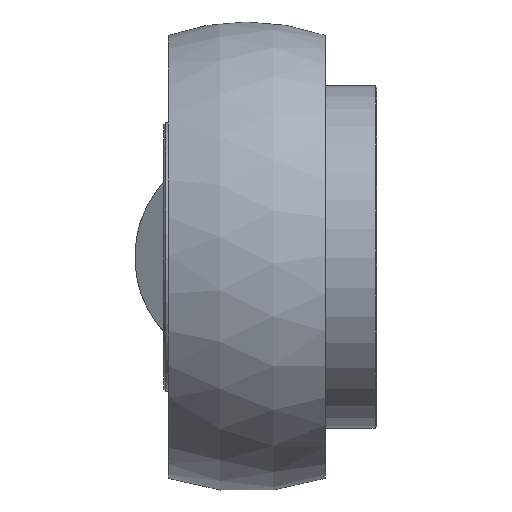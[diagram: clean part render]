
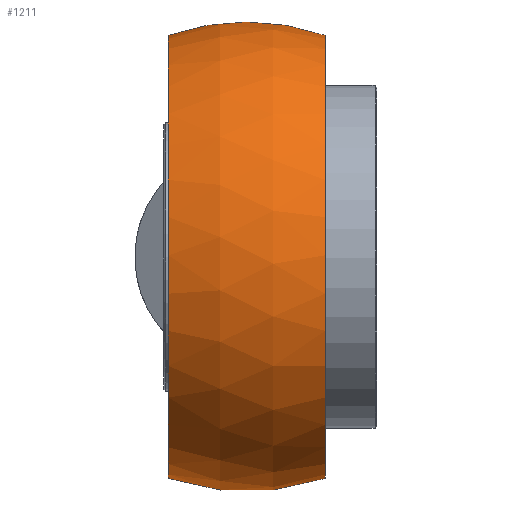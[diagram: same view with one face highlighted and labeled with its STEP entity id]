
A CAD part, front view. The second image highlights one B-rep face of the part: STEP entity #1211.
In plain terms, the highlighted spherical face has radius 63 mm.
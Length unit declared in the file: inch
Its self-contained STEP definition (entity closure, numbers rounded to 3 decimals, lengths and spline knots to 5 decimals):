
#149=CARTESIAN_POINT('',(-2.33846,0.,0.82677));
#150=VERTEX_POINT('',#149);
#158=CARTESIAN_POINT('',(0.84348,2.18105,0.82677));
#159=VERTEX_POINT('',#158);
#160=CARTESIAN_POINT('',(0.,0.,0.82677));
#161=DIRECTION('',(0.,0.,1.));
#162=DIRECTION('',(0.,1.,-0.));
#163=AXIS2_PLACEMENT_3D('',#160,#161,#162);
#164=CIRCLE('',#163,2.33846);
#165=EDGE_CURVE('',#150,#159,#164,.T.);
#852=CARTESIAN_POINT('',(2.44887,0.3937,-0.));
#853=VERTEX_POINT('',#852);
#969=CARTESIAN_POINT('',(2.44602,0.3937,0.11811));
#970=VERTEX_POINT('',#969);
#977=CARTESIAN_POINT('',(0.,0.3937,-0.));
#978=DIRECTION('',(0.,-1.,0.));
#979=DIRECTION('',(0.,0.,1.));
#980=AXIS2_PLACEMENT_3D('',#977,#978,#979);
#981=CIRCLE('',#980,2.44887);
#982=EDGE_CURVE('',#853,#970,#981,.T.);
#995=CARTESIAN_POINT('',(1.17518,2.18105,0.11811));
#996=VERTEX_POINT('',#995);
#1003=CARTESIAN_POINT('',(0.,0.,0.11811));
#1004=DIRECTION('',(0.,0.,1.));
#1005=DIRECTION('',(0.,1.,-0.));
#1006=AXIS2_PLACEMENT_3D('',#1003,#1004,#1005);
#1007=CIRCLE('',#1006,2.4775);
#1008=EDGE_CURVE('',#970,#996,#1007,.T.);
#1122=CARTESIAN_POINT('',(2.44602,0.3937,-0.11811));
#1123=VERTEX_POINT('',#1122);
#1130=CARTESIAN_POINT('',(1.17518,2.18105,-0.11811));
#1131=VERTEX_POINT('',#1130);
#1132=CARTESIAN_POINT('',(-0.,-0.,-0.11811));
#1133=DIRECTION('',(-0.,-0.,-1.));
#1134=DIRECTION('',(0.,-1.,0.));
#1135=AXIS2_PLACEMENT_3D('',#1132,#1133,#1134);
#1136=CIRCLE('',#1135,2.4775);
#1137=EDGE_CURVE('',#1131,#1123,#1136,.T.);
#1156=CARTESIAN_POINT('',(0.,0.3937,-0.));
#1157=DIRECTION('',(0.,-1.,0.));
#1158=DIRECTION('',(0.,0.,1.));
#1159=AXIS2_PLACEMENT_3D('',#1156,#1157,#1158);
#1160=CIRCLE('',#1159,2.44887);
#1161=EDGE_CURVE('',#1123,#853,#1160,.T.);
#1167=CARTESIAN_POINT('',(-0.,0.,-0.));
#1168=DIRECTION('',(0.,0.,1.));
#1169=DIRECTION('',(1.,-0.,0.));
#1170=AXIS2_PLACEMENT_3D('',#1167,#1168,#1169);
#1171=SPHERICAL_SURFACE('',#1170,2.48031);
#1172=CARTESIAN_POINT('',(-2.33846,0.,-0.82677));
#1173=VERTEX_POINT('',#1172);
#1174=CARTESIAN_POINT('',(0.,0.,0.));
#1175=DIRECTION('',(-0.,-1.,0.));
#1176=DIRECTION('',(-1.,0.,-0.));
#1177=AXIS2_PLACEMENT_3D('',#1174,#1175,#1176);
#1178=CIRCLE('',#1177,2.48031);
#1179=EDGE_CURVE('',#150,#1173,#1178,.T.);
#1180=ORIENTED_EDGE('',*,*,#1179,.T.);
#1181=CARTESIAN_POINT('',(0.84348,2.18105,-0.82677));
#1182=VERTEX_POINT('',#1181);
#1183=CARTESIAN_POINT('',(0.,-0.,-0.82677));
#1184=DIRECTION('',(0.,-0.,-1.));
#1185=DIRECTION('',(0.,-1.,0.));
#1186=AXIS2_PLACEMENT_3D('',#1183,#1184,#1185);
#1187=CIRCLE('',#1186,2.33846);
#1188=EDGE_CURVE('',#1182,#1173,#1187,.T.);
#1189=ORIENTED_EDGE('',*,*,#1188,.F.);
#1190=CARTESIAN_POINT('',(0.,2.18105,-0.));
#1191=DIRECTION('',(0.,-1.,0.));
#1192=DIRECTION('',(1.,0.,0.));
#1193=AXIS2_PLACEMENT_3D('',#1190,#1191,#1192);
#1194=CIRCLE('',#1193,1.1811);
#1195=EDGE_CURVE('',#1182,#1131,#1194,.T.);
#1196=ORIENTED_EDGE('',*,*,#1195,.T.);
#1197=ORIENTED_EDGE('',*,*,#1137,.T.);
#1198=ORIENTED_EDGE('',*,*,#1161,.T.);
#1199=ORIENTED_EDGE('',*,*,#982,.T.);
#1200=ORIENTED_EDGE('',*,*,#1008,.T.);
#1201=CARTESIAN_POINT('',(0.,2.18105,-0.));
#1202=DIRECTION('',(0.,-1.,0.));
#1203=DIRECTION('',(1.,0.,0.));
#1204=AXIS2_PLACEMENT_3D('',#1201,#1202,#1203);
#1205=CIRCLE('',#1204,1.1811);
#1206=EDGE_CURVE('',#996,#159,#1205,.T.);
#1207=ORIENTED_EDGE('',*,*,#1206,.T.);
#1208=ORIENTED_EDGE('',*,*,#165,.F.);
#1209=EDGE_LOOP('',(#1180,#1189,#1196,#1197,#1198,#1199,#1200,#1207,#1208));
#1210=FACE_BOUND('',#1209,.T.);
#1211=ADVANCED_FACE('',(#1210),#1171,.T.);
